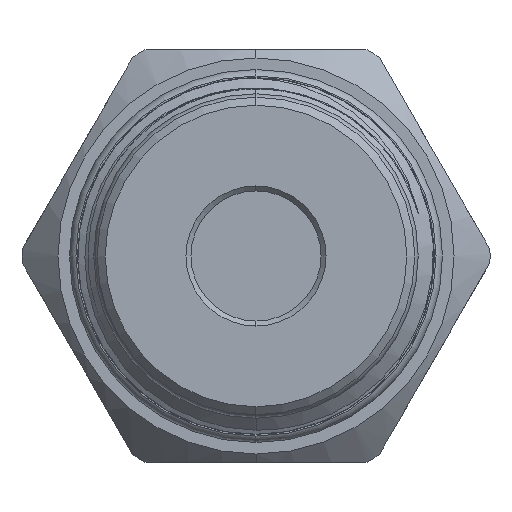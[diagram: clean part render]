
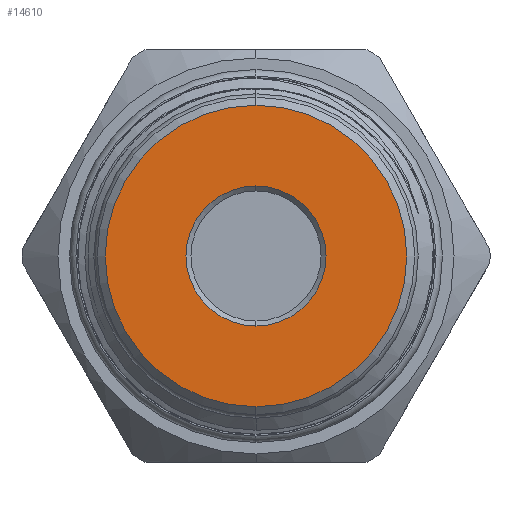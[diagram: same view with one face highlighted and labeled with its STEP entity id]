
A CAD part, left-side view. The second image highlights one B-rep face of the part: STEP entity #14610.
In plain terms, the highlighted planar face has unit normal (-1, 0, 0).
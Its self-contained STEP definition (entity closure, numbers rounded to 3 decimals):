
#164 = CARTESIAN_POINT ( 'NONE',  ( -7.9, 0., 0. ) ) ;
#241 = DIRECTION ( 'NONE',  ( 1., 0., 0. ) ) ;
#542 = AXIS2_PLACEMENT_3D ( 'NONE', #15786, #2093, #13236 ) ;
#1009 = CARTESIAN_POINT ( 'NONE',  ( -7.9, 0., -15.075 ) ) ;
#1623 = DIRECTION ( 'NONE',  ( 1., 0., 0. ) ) ;
#2093 = DIRECTION ( 'NONE',  ( 1., 0., 0. ) ) ;
#2211 = AXIS2_PLACEMENT_3D ( 'NONE', #11669, #1623, #4302 ) ;
#2217 = FACE_BOUND ( 'NONE', #2316, .T. ) ;
#2316 = EDGE_LOOP ( 'NONE', ( #11572, #8179 ) ) ;
#2364 = CARTESIAN_POINT ( 'NONE',  ( -7.9, 0., 15.075 ) ) ;
#2515 = DIRECTION ( 'NONE',  ( -1., 0., 0. ) ) ;
#2583 = DIRECTION ( 'NONE',  ( 0., 0., -1. ) ) ;
#2622 = VERTEX_POINT ( 'NONE', #1009 ) ;
#3364 = AXIS2_PLACEMENT_3D ( 'NONE', #5554, #6128, #4774 ) ;
#3926 = CARTESIAN_POINT ( 'NONE',  ( -7.9, 0., 0. ) ) ;
#4302 = DIRECTION ( 'NONE',  ( 0., 0., -1. ) ) ;
#4774 = DIRECTION ( 'NONE',  ( 0., 0., -1. ) ) ;
#5048 = EDGE_CURVE ( 'NONE', #6020, #11018, #9394, .T. ) ;
#5368 = ORIENTED_EDGE ( 'NONE', *, *, #6649, .T. ) ;
#5554 = CARTESIAN_POINT ( 'NONE',  ( -7.9, 0., 0. ) ) ;
#5900 = FACE_OUTER_BOUND ( 'NONE', #11698, .T. ) ;
#6000 = ORIENTED_EDGE ( 'NONE', *, *, #12340, .T. ) ;
#6020 = VERTEX_POINT ( 'NONE', #10719 ) ;
#6128 = DIRECTION ( 'NONE',  ( -1., 0., 0. ) ) ;
#6331 = PLANE ( 'NONE',  #13959 ) ;
#6649 = EDGE_CURVE ( 'NONE', #8991, #2622, #10387, .T. ) ;
#8179 = ORIENTED_EDGE ( 'NONE', *, *, #5048, .T. ) ;
#8788 = CIRCLE ( 'NONE', #9821, 15.075 ) ;
#8991 = VERTEX_POINT ( 'NONE', #2364 ) ;
#9394 = CIRCLE ( 'NONE', #2211, 7. ) ;
#9821 = AXIS2_PLACEMENT_3D ( 'NONE', #164, #2515, #11058 ) ;
#10113 = CIRCLE ( 'NONE', #542, 7. ) ;
#10387 = CIRCLE ( 'NONE', #3364, 15.075 ) ;
#10719 = CARTESIAN_POINT ( 'NONE',  ( -7.9, 0., -7. ) ) ;
#11018 = VERTEX_POINT ( 'NONE', #11110 ) ;
#11058 = DIRECTION ( 'NONE',  ( 0., 0., -1. ) ) ;
#11110 = CARTESIAN_POINT ( 'NONE',  ( -7.9, 0., 7. ) ) ;
#11572 = ORIENTED_EDGE ( 'NONE', *, *, #11747, .T. ) ;
#11669 = CARTESIAN_POINT ( 'NONE',  ( -7.9, 0., 0. ) ) ;
#11698 = EDGE_LOOP ( 'NONE', ( #6000, #5368 ) ) ;
#11747 = EDGE_CURVE ( 'NONE', #11018, #6020, #10113, .T. ) ;
#12340 = EDGE_CURVE ( 'NONE', #2622, #8991, #8788, .T. ) ;
#13236 = DIRECTION ( 'NONE',  ( 0., 0., -1. ) ) ;
#13959 = AXIS2_PLACEMENT_3D ( 'NONE', #3926, #241, #2583 ) ;
#14610 = ADVANCED_FACE ( 'NONE', ( #2217, #5900 ), #6331, .F. ) ;
#15786 = CARTESIAN_POINT ( 'NONE',  ( -7.9, 0., 0. ) ) ;
